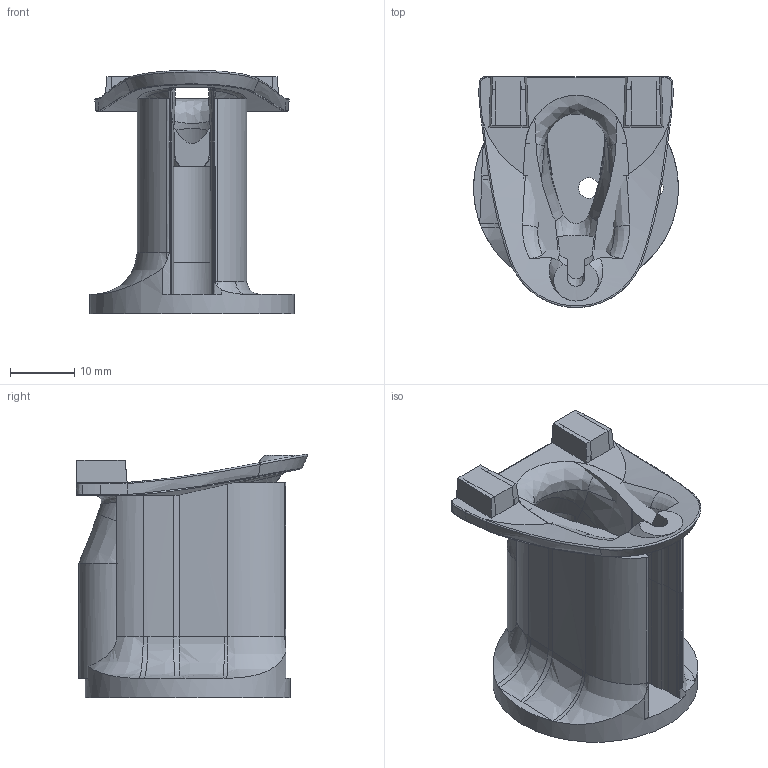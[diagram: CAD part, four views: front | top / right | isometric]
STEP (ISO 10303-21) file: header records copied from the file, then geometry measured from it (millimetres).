
FILE_DESCRIPTION(/* description */ (''),/* implementation_level */ '2;1');
FILE_NAME(/* name */ 'Here3_Istand v17.step',/* time_stamp */ '2023-04-13T18:43:29-05:00',/* author */ (''),/* organization */ (''),/* preprocessor_version */ 'ST-DEVELOPER v19.2',/* originating_system */ 'Autodesk Translation Framework v12.4.0.73',/* authorisation */ '');
FILE_SCHEMA (('AUTOMOTIVE_DESIGN { 1 0 10303 214 3 1 1 }'));
Length unit declared in the file: millimetre
Products named in the file (5): Here3_Istand; Istand.STEP; 77mm.STEP; btm_stand_base_20201107.STEP; gps_here3_holder_hex_20200919.STEP
Assembly tree (4 placements, depth 3):
  Here3_Istand
    Istand.STEP
      77mm.STEP
      btm_stand_base_20201107.STEP
      gps_here3_holder_hex_20200919.STEP
Bounding box: 32 x 36.04 x 37.96 mm (x, y, z)
Volume: 11889.5 mm3; surface area: 9740.6 mm2
Topology: 2 solids, 2 shells, 255 faces, 675 edges, 418 vertices
Faces by surface type: bspline 164, plane 56, cone 13, torus 12, cylinder 10
Full cylindrical faces by diameter (mm): 3.2 x2, 32 x1
Entity records: 24244 total; most frequent: CARTESIAN_POINT 18861, ORIENTED_EDGE 1346, DIRECTION 740, EDGE_CURVE 673, VERTEX_POINT 418, B_SPLINE_CURVE_WITH_KNOTS 297, AXIS2_PLACEMENT_3D 269, EDGE_LOOP 259
